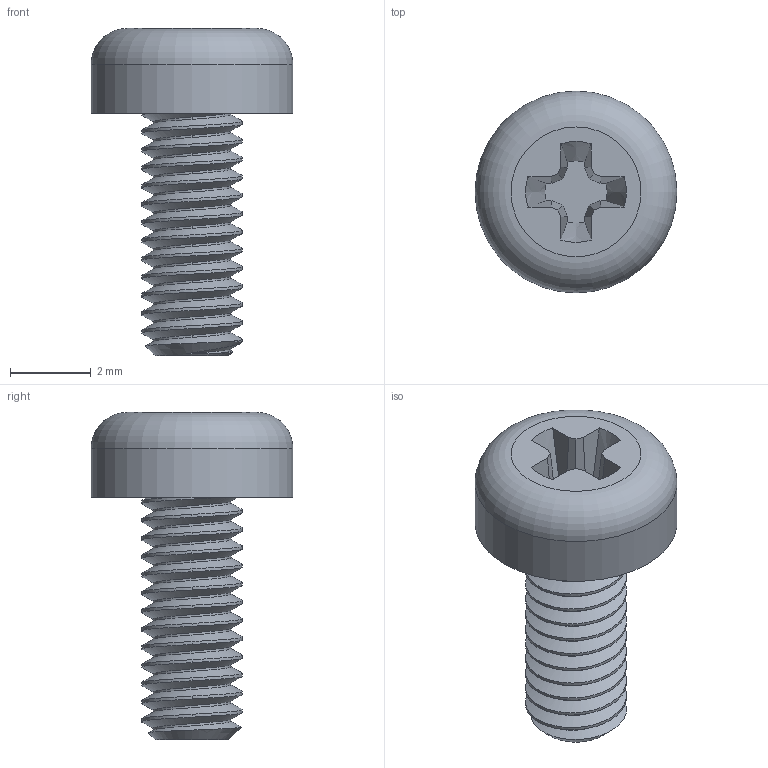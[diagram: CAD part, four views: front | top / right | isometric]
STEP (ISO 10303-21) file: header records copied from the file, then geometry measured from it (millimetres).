
FILE_DESCRIPTION(/* description */ ('STEP AP203'),/* implementation_level */ '2;1');
FILE_NAME(/* name */ 'screws_6mm_m2.5x0.45_ext.stp',/* time_stamp */ '2022-12-09T16:28:20+01:00',/* author */ ('Rik Ubaghs'),/* organization */ (''),/* preprocessor_version */ 'ST-DEVELOPER v18.1',/* originating_system */ 'Autodesk Inventor 2021',/* authorisation */ '');
FILE_SCHEMA (('AUTOMOTIVE_DESIGN { 1 0 10303 214 3 1 1 }'));
Length unit declared in the file: millimetre
Products named in the file (1): Bolts_6mm_M2.5x0.45_ext
Bounding box: 5 x 5 x 8.1 mm (x, y, z)
Volume: 58.1 mm3; surface area: 148.6 mm2
Topology: 1 solids, 1 shells, 58 faces, 166 edges, 112 vertices
Faces by surface type: cylinder 30, plane 20, cone 5, bspline 2, torus 1
Full cylindrical faces by diameter (mm): 1.919 x13, 2.5 x12, 5 x1
Entity records: 5373 total; most frequent: CARTESIAN_POINT 3958, ORIENTED_EDGE 332, DIRECTION 235, EDGE_CURVE 166, VERTEX_POINT 112, AXIS2_PLACEMENT_3D 81, LINE 73, VECTOR 73
